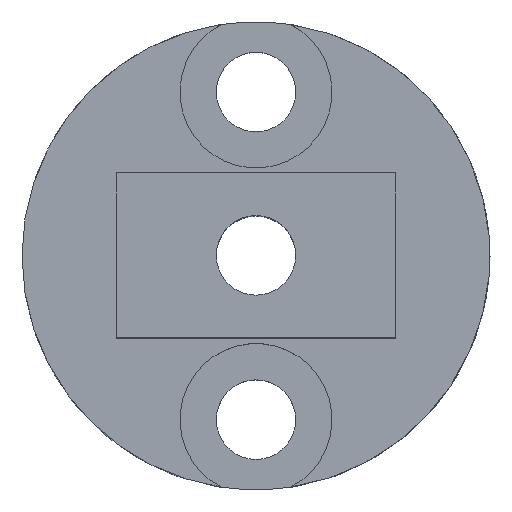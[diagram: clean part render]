
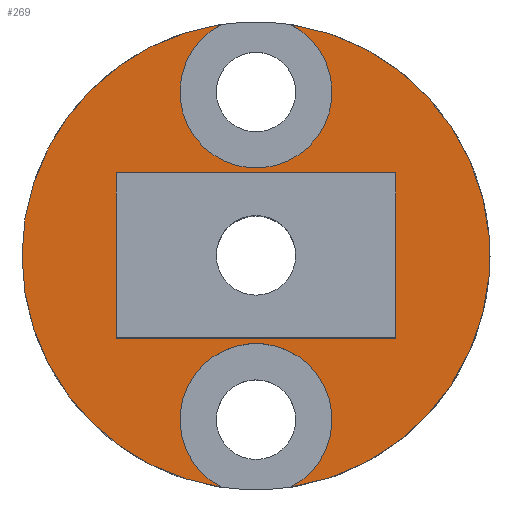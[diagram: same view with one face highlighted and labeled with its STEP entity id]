
A CAD part, top view. The second image highlights one B-rep face of the part: STEP entity #269.
In plain terms, the highlighted planar face has unit normal (0, 0, 1).
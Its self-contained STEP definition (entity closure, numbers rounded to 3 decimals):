
#17=FACE_BOUND('',#56,.T.);
#24=PLANE('',#310);
#38=FACE_OUTER_BOUND('',#55,.T.);
#55=EDGE_LOOP('',(#210,#211,#212,#213,#214));
#56=EDGE_LOOP('',(#215,#216,#217,#218));
#75=LINE('',#454,#95);
#76=LINE('',#456,#96);
#77=LINE('',#458,#97);
#78=LINE('',#459,#98);
#95=VECTOR('',#377,10.);
#96=VECTOR('',#378,10.);
#97=VECTOR('',#379,10.);
#98=VECTOR('',#380,10.);
#113=CIRCLE('',#299,3.25);
#118=CIRCLE('',#307,3.25);
#120=CIRCLE('',#311,10.);
#121=CIRCLE('',#312,10.);
#122=CIRCLE('',#313,10.);
#129=VERTEX_POINT('',#421);
#130=VERTEX_POINT('',#423);
#135=VERTEX_POINT('',#438);
#136=VERTEX_POINT('',#440);
#138=VERTEX_POINT('',#448);
#139=VERTEX_POINT('',#452);
#140=VERTEX_POINT('',#453);
#141=VERTEX_POINT('',#455);
#142=VERTEX_POINT('',#457);
#156=EDGE_CURVE('',#129,#130,#113,.T.);
#164=EDGE_CURVE('',#135,#136,#118,.T.);
#167=EDGE_CURVE('',#130,#138,#120,.T.);
#168=EDGE_CURVE('',#138,#135,#121,.T.);
#169=EDGE_CURVE('',#136,#129,#122,.T.);
#170=EDGE_CURVE('',#139,#140,#75,.T.);
#171=EDGE_CURVE('',#140,#141,#76,.T.);
#172=EDGE_CURVE('',#141,#142,#77,.T.);
#173=EDGE_CURVE('',#142,#139,#78,.T.);
#210=ORIENTED_EDGE('',*,*,#156,.T.);
#211=ORIENTED_EDGE('',*,*,#167,.T.);
#212=ORIENTED_EDGE('',*,*,#168,.T.);
#213=ORIENTED_EDGE('',*,*,#164,.T.);
#214=ORIENTED_EDGE('',*,*,#169,.T.);
#215=ORIENTED_EDGE('',*,*,#170,.T.);
#216=ORIENTED_EDGE('',*,*,#171,.T.);
#217=ORIENTED_EDGE('',*,*,#172,.T.);
#218=ORIENTED_EDGE('',*,*,#173,.T.);
#269=ADVANCED_FACE('',(#38,#17),#24,.T.);
#299=AXIS2_PLACEMENT_3D('',#425,#343,#344);
#307=AXIS2_PLACEMENT_3D('',#442,#362,#363);
#310=AXIS2_PLACEMENT_3D('',#447,#369,#370);
#311=AXIS2_PLACEMENT_3D('',#449,#371,#372);
#312=AXIS2_PLACEMENT_3D('',#450,#373,#374);
#313=AXIS2_PLACEMENT_3D('',#451,#375,#376);
#343=DIRECTION('center_axis',(0.,0.,-1.));
#344=DIRECTION('ref_axis',(1.,0.,0.));
#362=DIRECTION('center_axis',(0.,0.,-1.));
#363=DIRECTION('ref_axis',(1.,0.,0.));
#369=DIRECTION('center_axis',(0.,0.,1.));
#370=DIRECTION('ref_axis',(1.,0.,0.));
#371=DIRECTION('center_axis',(0.,0.,1.));
#372=DIRECTION('ref_axis',(1.,0.,0.));
#373=DIRECTION('center_axis',(0.,0.,1.));
#374=DIRECTION('ref_axis',(1.,0.,0.));
#375=DIRECTION('center_axis',(0.,0.,1.));
#376=DIRECTION('ref_axis',(1.,0.,0.));
#377=DIRECTION('',(0.,1.,0.));
#378=DIRECTION('',(1.,0.,0.));
#379=DIRECTION('',(0.,-1.,0.));
#380=DIRECTION('',(-1.,0.,0.));
#421=CARTESIAN_POINT('',(1.49,9.888,6.));
#423=CARTESIAN_POINT('',(-1.49,9.888,6.));
#425=CARTESIAN_POINT('Origin',(0.,7.,6.));
#438=CARTESIAN_POINT('',(-1.49,-9.888,6.));
#440=CARTESIAN_POINT('',(1.49,-9.888,6.));
#442=CARTESIAN_POINT('Origin',(0.,-7.,6.));
#447=CARTESIAN_POINT('Origin',(0.,0.,6.));
#448=CARTESIAN_POINT('',(-10.,0.,6.));
#449=CARTESIAN_POINT('Origin',(0.,0.,6.));
#450=CARTESIAN_POINT('Origin',(0.,0.,6.));
#451=CARTESIAN_POINT('Origin',(0.,0.,6.));
#452=CARTESIAN_POINT('',(-5.975,-3.525,6.));
#453=CARTESIAN_POINT('',(-5.975,3.525,6.));
#454=CARTESIAN_POINT('',(-5.975,1.763,6.));
#455=CARTESIAN_POINT('',(5.975,3.525,6.));
#456=CARTESIAN_POINT('',(2.988,3.525,6.));
#457=CARTESIAN_POINT('',(5.975,-3.525,6.));
#458=CARTESIAN_POINT('',(5.975,-1.763,6.));
#459=CARTESIAN_POINT('',(-2.988,-3.525,6.));
